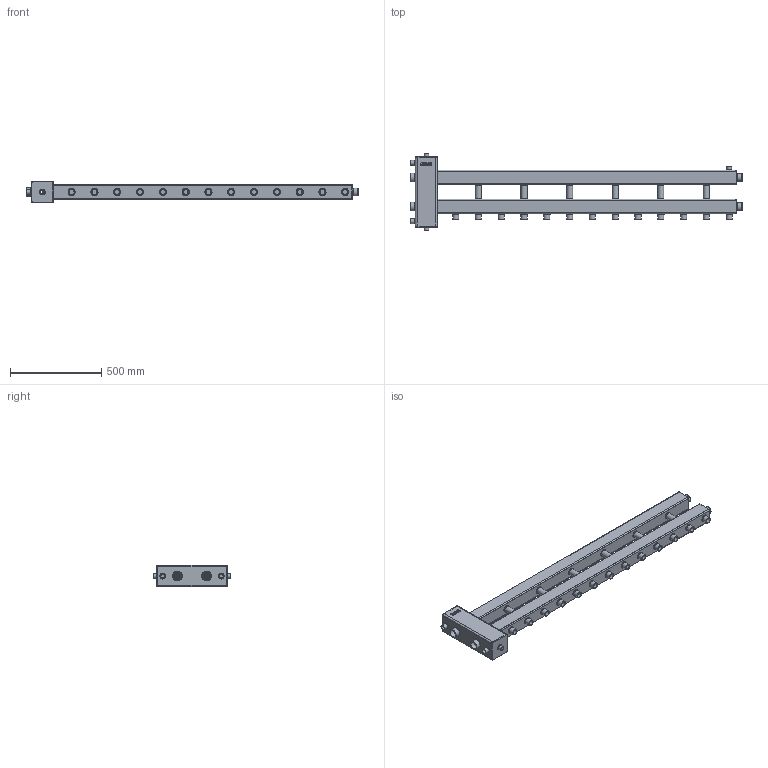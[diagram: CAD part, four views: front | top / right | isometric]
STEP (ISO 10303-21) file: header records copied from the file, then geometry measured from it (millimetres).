
FILE_DESCRIPTION(('STEP AP203'), '1');
FILE_NAME('BM-150-7D.10', '', ('UNSPECIFIED'), ('UNSPECIFIED'), 'ASCON STEP Converter 1.6', 'ASCON Math Kernel', '');
FILE_SCHEMA(('CONFIG_CONTROL_DESIGN'));
Length unit declared in the file: millimetre
Bounding box: 1820 x 425 x 120.55 mm (x, y, z)
Volume: 4232574.2 mm3; surface area: 2700739.6 mm2
Topology: 1 solids, 1 shells, 879 faces, 2308 edges, 1508 vertices
Faces by surface type: cylinder 356, plane 225, bspline 187, cone 77, torus 34
Full cylindrical faces by diameter (mm): 7.5 x210, 18.632 x3, 22 x2, 24 x2, 25 x5, 26.8 x2, 27.5 x13, 30 x13, 33.5 x25, 34 x12, 36.3 x2, 40 x2, 42 x2, 42.3 x2, 46 x2, 48 x2, 72 x2
Entity records: 39416 total; most frequent: CARTESIAN_POINT 12199, ORIENTED_EDGE 3792, DIRECTION 3526, EDGE_CURVE 1896, EDGE_LOOP 1860, VERTEX_POINT 1508, AXIS2_PLACEMENT_3D 1485, FACE_BOUND 1074
